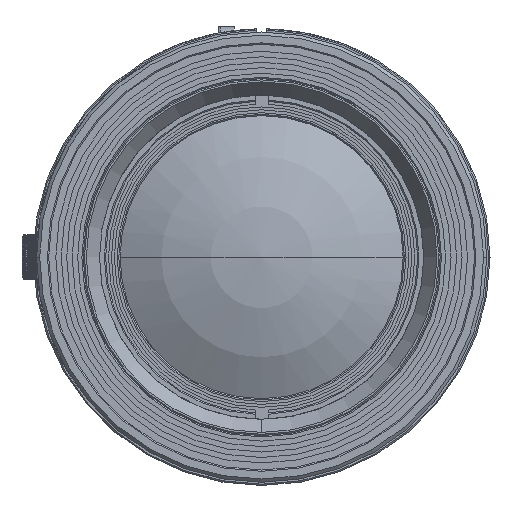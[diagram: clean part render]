
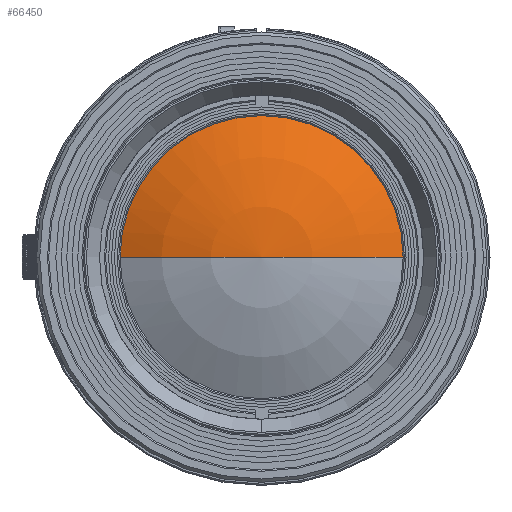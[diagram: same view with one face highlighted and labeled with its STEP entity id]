
A CAD part, left-side view. The second image highlights one B-rep face of the part: STEP entity #66450.
In plain terms, the highlighted spherical face has radius 46.29 mm.
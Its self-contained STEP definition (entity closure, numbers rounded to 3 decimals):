
#7261=CARTESIAN_POINT('',(-103.64,0.,0.));
#7262=DIRECTION('',(1.,0.,0.));
#7263=DIRECTION('',(0.,1.,0.));
#7264=AXIS2_PLACEMENT_3D('',#7261,#7262,#7263);
#7266=CARTESIAN_POINT('',(-63.355,0.,
0.));
#7267=DIRECTION('',(0.,0.,1.));
#7268=DIRECTION('',(-0.87,0.493,0.));
#7269=AXIS2_PLACEMENT_3D('',#7266,#7267,#7268);
#7271=CARTESIAN_POINT('',(-63.355,0.,
0.));
#7272=DIRECTION('',(0.,0.,1.));
#7273=DIRECTION('',(-1.,0.,0.));
#7274=AXIS2_PLACEMENT_3D('',#7271,#7272,#7273);
#52803=CARTESIAN_POINT('',(-103.64,22.8,0.));
#52805=VERTEX_POINT('',#52803);
#52807=CARTESIAN_POINT('',(-103.64,-22.8,0.));
#52808=VERTEX_POINT('',#52807);
#52811=CARTESIAN_POINT('',(-109.645,0.,0.));
#52812=VERTEX_POINT('',#52811);
#66438=CARTESIAN_POINT('',(-63.355,0.,
0.));
#66439=DIRECTION('',(1.,0.,0.));
#66440=DIRECTION('',(0.,1.,0.));
#66441=AXIS2_PLACEMENT_3D('',#66438,#66439,#66440);
#66442=SPHERICAL_SURFACE('',#66441,46.29);
#66444=ORIENTED_EDGE('',*,*,#66443,.F.);
#66445=ORIENTED_EDGE('',*,*,#66426,.T.);
#66447=ORIENTED_EDGE('',*,*,#66446,.F.);
#66448=EDGE_LOOP('',(#66444,#66445,#66447));
#66449=FACE_OUTER_BOUND('',#66448,.F.);
#7265=CIRCLE('',#7264,22.8);
#7270=CIRCLE('',#7269,46.29);
#7275=CIRCLE('',#7274,46.29);
#66426=EDGE_CURVE('',#52805,#52808,#7265,.T.);
#66443=EDGE_CURVE('',#52805,#52812,#7270,.T.);
#66446=EDGE_CURVE('',#52812,#52808,#7275,.T.);
#66450=ADVANCED_FACE('',(#66449),#66442,.T.);
